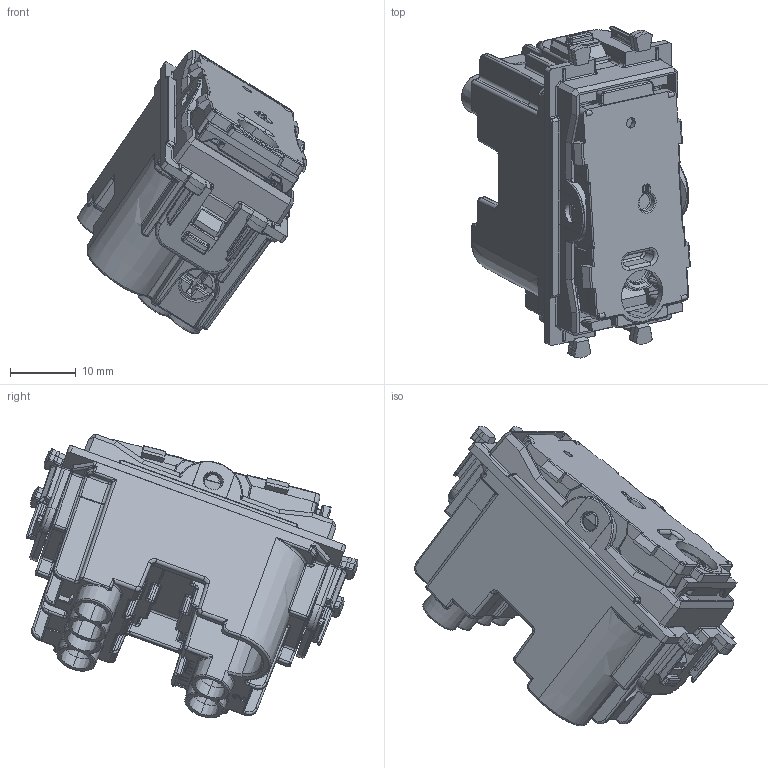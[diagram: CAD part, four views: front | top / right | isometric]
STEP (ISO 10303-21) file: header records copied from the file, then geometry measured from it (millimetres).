
FILE_DESCRIPTION(('CATIA V5 STEP Exchange'),'2;1');
FILE_NAME('445002ST.stp','2024-02-16T07:31:15+00:00',('none'),('none'),'CATIA Version 5-6 Release 2016 SP6','CATIA V5 STEP AP203','none');
FILE_SCHEMA(('CONFIG_CONTROL_DESIGN'));
Length unit declared in the file: millimetre
Products named in the file (1): 445002ST
Assembly tree (12 placements, depth 2):
  445002ST
    #57
    #55057
    #110062
    #139597
    #142167  x2
    #143822  x3
    #145735  x3
Bounding box: 34.91 x 50.65 x 43.28 mm (x, y, z)
Volume: 11201.2 mm3; surface area: 19332 mm2
Topology: 14 solids, 14 shells, 3919 faces, 10139 edges, 6010 vertices
Faces by surface type: cylinder 1419, plane 1394, bspline 615, sphere 202, cone 171, torus 98, extrusion 16, revolution 4
Entity records: 146610 total; most frequent: CARTESIAN_POINT 70437, ORIENTED_EDGE 18598, DIRECTION 10689, EDGE_CURVE 9299, VERTEX_POINT 5620, VECTOR 4151, LINE 4135, AXIS2_PLACEMENT_3D 3941
